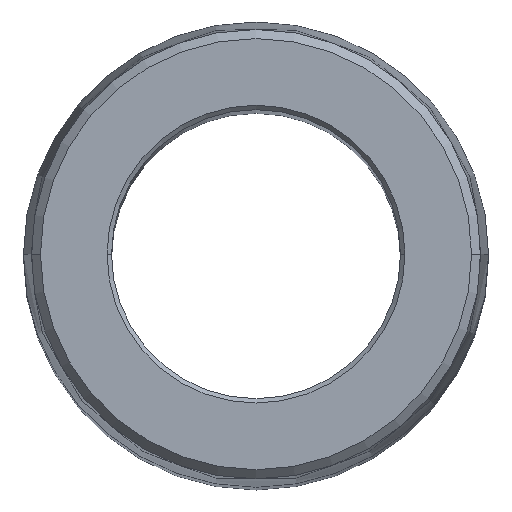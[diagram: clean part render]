
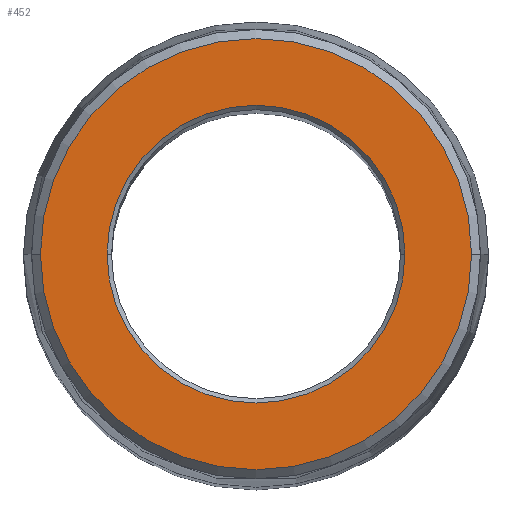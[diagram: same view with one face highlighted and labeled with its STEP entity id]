
A CAD part, top view. The second image highlights one B-rep face of the part: STEP entity #452.
In plain terms, the highlighted planar face has unit normal (0, 0, 1).
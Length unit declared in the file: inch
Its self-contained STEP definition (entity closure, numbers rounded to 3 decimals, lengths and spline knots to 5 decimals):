
#4 = CARTESIAN_POINT ( 'NONE',  ( 0., 0., 6. ) ) ;
#45 = DIRECTION ( 'NONE',  ( 0., 0., 1. ) ) ;
#51 = VERTEX_POINT ( 'NONE', #213 ) ;
#74 = FACE_BOUND ( 'NONE', #353, .T. ) ;
#77 = DIRECTION ( 'NONE',  ( 0., 0., -1. ) ) ;
#78 = AXIS2_PLACEMENT_3D ( 'NONE', #4, #521, #137 ) ;
#83 = DIRECTION ( 'NONE',  ( 1., 0., 0. ) ) ;
#90 = CIRCLE ( 'NONE', #170, 0.4225 ) ;
#92 = DIRECTION ( 'NONE',  ( 1., 0., 0. ) ) ;
#99 = EDGE_CURVE ( 'NONE', #198, #51, #374, .T. ) ;
#137 = DIRECTION ( 'NONE',  ( 1., 0., 0. ) ) ;
#147 = ORIENTED_EDGE ( 'NONE', *, *, #297, .T. ) ;
#152 = EDGE_CURVE ( 'NONE', #313, #481, #90, .T. ) ;
#167 = DIRECTION ( 'NONE',  ( 1., 0., 0. ) ) ;
#170 = AXIS2_PLACEMENT_3D ( 'NONE', #268, #184, #92 ) ;
#184 = DIRECTION ( 'NONE',  ( 0., 0., -1. ) ) ;
#193 = EDGE_CURVE ( 'NONE', #51, #198, #491, .T. ) ;
#198 = VERTEX_POINT ( 'NONE', #308 ) ;
#213 = CARTESIAN_POINT ( 'NONE',  ( 0.61169, 0., 6. ) ) ;
#216 = CIRCLE ( 'NONE', #398, 0.4225 ) ;
#245 = CARTESIAN_POINT ( 'NONE',  ( 0., 0., 6. ) ) ;
#246 = AXIS2_PLACEMENT_3D ( 'NONE', #425, #45, #549 ) ;
#256 = CARTESIAN_POINT ( 'NONE',  ( -0.4225, 0., 6. ) ) ;
#268 = CARTESIAN_POINT ( 'NONE',  ( 0., 0., 6. ) ) ;
#297 = EDGE_CURVE ( 'NONE', #481, #313, #216, .T. ) ;
#308 = CARTESIAN_POINT ( 'NONE',  ( -0.61169, 0., 6. ) ) ;
#313 = VERTEX_POINT ( 'NONE', #409 ) ;
#327 = ORIENTED_EDGE ( 'NONE', *, *, #193, .T. ) ;
#338 = FACE_OUTER_BOUND ( 'NONE', #453, .T. ) ;
#350 = ORIENTED_EDGE ( 'NONE', *, *, #152, .T. ) ;
#353 = EDGE_LOOP ( 'NONE', ( #350, #147 ) ) ;
#371 = AXIS2_PLACEMENT_3D ( 'NONE', #514, #427, #83 ) ;
#374 = CIRCLE ( 'NONE', #246, 0.61169 ) ;
#398 = AXIS2_PLACEMENT_3D ( 'NONE', #245, #77, #167 ) ;
#409 = CARTESIAN_POINT ( 'NONE',  ( 0.4225, 0., 6. ) ) ;
#425 = CARTESIAN_POINT ( 'NONE',  ( 0., 0., 6. ) ) ;
#427 = DIRECTION ( 'NONE',  ( 0., 0., 1. ) ) ;
#452 = ADVANCED_FACE ( 'NONE', ( #74, #338 ), #461, .T. ) ;
#453 = EDGE_LOOP ( 'NONE', ( #534, #327 ) ) ;
#461 = PLANE ( 'NONE',  #371 ) ;
#481 = VERTEX_POINT ( 'NONE', #256 ) ;
#491 = CIRCLE ( 'NONE', #78, 0.61169 ) ;
#514 = CARTESIAN_POINT ( 'NONE',  ( 0., 0., 6. ) ) ;
#521 = DIRECTION ( 'NONE',  ( 0., 0., 1. ) ) ;
#534 = ORIENTED_EDGE ( 'NONE', *, *, #99, .T. ) ;
#549 = DIRECTION ( 'NONE',  ( 1., 0., 0. ) ) ;
